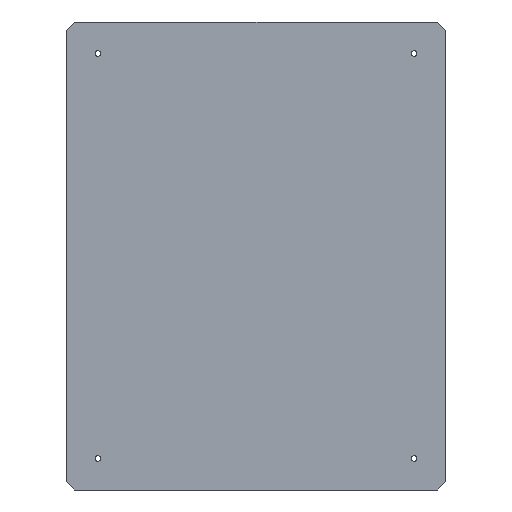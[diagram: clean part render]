
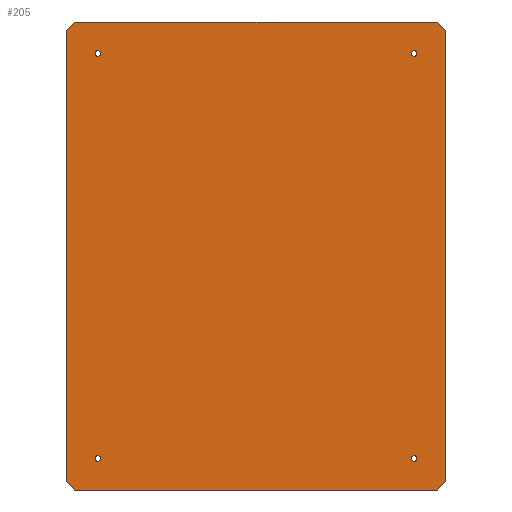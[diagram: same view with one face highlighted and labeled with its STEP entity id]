
A CAD part, front view. The second image highlights one B-rep face of the part: STEP entity #205.
In plain terms, the highlighted planar face has unit normal (0, -1, 0).
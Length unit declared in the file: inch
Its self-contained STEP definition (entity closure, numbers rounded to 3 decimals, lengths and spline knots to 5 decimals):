
#11 = CARTESIAN_POINT ( 'NONE',  ( 7.125, -0.08, -9.25 ) ) ;
#14 = EDGE_LOOP ( 'NONE', ( #78 ) ) ;
#27 = LINE ( 'NONE', #79, #189 ) ;
#31 = ORIENTED_EDGE ( 'NONE', *, *, #193, .F. ) ;
#36 = ORIENTED_EDGE ( 'NONE', *, *, #170, .F. ) ;
#40 = DIRECTION ( 'NONE',  ( 1., 0., 0. ) ) ;
#41 = FACE_BOUND ( 'NONE', #371, .T. ) ;
#48 = AXIS2_PLACEMENT_3D ( 'NONE', #156, #328, #225 ) ;
#49 = VERTEX_POINT ( 'NONE', #279 ) ;
#52 = VECTOR ( 'NONE', #219, 39.37008 ) ;
#58 = CARTESIAN_POINT ( 'NONE',  ( -8.3575, -0.08, -10.3575 ) ) ;
#64 = ORIENTED_EDGE ( 'NONE', *, *, #436, .T. ) ;
#66 = DIRECTION ( 'NONE',  ( 0., 0., -1. ) ) ;
#69 = VECTOR ( 'NONE', #271, 39.37008 ) ;
#73 = VERTEX_POINT ( 'NONE', #242 ) ;
#75 = CARTESIAN_POINT ( 'NONE',  ( -8.545, -0.08, 10.17 ) ) ;
#78 = ORIENTED_EDGE ( 'NONE', *, *, #322, .T. ) ;
#79 = CARTESIAN_POINT ( 'NONE',  ( 8.545, -0.08, 10.545 ) ) ;
#80 = CARTESIAN_POINT ( 'NONE',  ( 8.545, -0.08, -10.545 ) ) ;
#81 = VERTEX_POINT ( 'NONE', #337 ) ;
#88 = VECTOR ( 'NONE', #265, 39.37008 ) ;
#94 = VERTEX_POINT ( 'NONE', #11 ) ;
#96 = VECTOR ( 'NONE', #153, 39.37008 ) ;
#103 = EDGE_CURVE ( 'NONE', #94, #94, #325, .T. ) ;
#116 = PLANE ( 'NONE',  #462 ) ;
#117 = VERTEX_POINT ( 'NONE', #245 ) ;
#129 = EDGE_LOOP ( 'NONE', ( #157, #36, #423, #166, #400, #145, #31, #355 ) ) ;
#141 = AXIS2_PLACEMENT_3D ( 'NONE', #383, #244, #66 ) ;
#145 = ORIENTED_EDGE ( 'NONE', *, *, #411, .F. ) ;
#150 = EDGE_CURVE ( 'NONE', #73, #213, #459, .T. ) ;
#153 = DIRECTION ( 'NONE',  ( 0.707, 0., 0.707 ) ) ;
#156 = CARTESIAN_POINT ( 'NONE',  ( -7.125, -0.08, 9.125 ) ) ;
#157 = ORIENTED_EDGE ( 'NONE', *, *, #370, .F. ) ;
#158 = CARTESIAN_POINT ( 'NONE',  ( 7.125, -0.08, 9.125 ) ) ;
#165 = CARTESIAN_POINT ( 'NONE',  ( -7.125, -0.08, 9. ) ) ;
#166 = ORIENTED_EDGE ( 'NONE', *, *, #150, .F. ) ;
#170 = EDGE_CURVE ( 'NONE', #277, #417, #229, .T. ) ;
#172 = EDGE_CURVE ( 'NONE', #213, #277, #243, .T. ) ;
#182 = CARTESIAN_POINT ( 'NONE',  ( -8.3575, -0.08, 10.3575 ) ) ;
#184 = CARTESIAN_POINT ( 'NONE',  ( -8.545, -0.08, 10.545 ) ) ;
#185 = CARTESIAN_POINT ( 'NONE',  ( 8.17, -0.08, -10.545 ) ) ;
#189 = VECTOR ( 'NONE', #358, 39.37008 ) ;
#192 = CARTESIAN_POINT ( 'NONE',  ( 8.545, -0.08, -10.17 ) ) ;
#193 = EDGE_CURVE ( 'NONE', #344, #263, #399, .T. ) ;
#199 = VECTOR ( 'NONE', #40, 39.37008 ) ;
#205 = ADVANCED_FACE ( 'NONE', ( #407, #311, #393, #41, #215 ), #116, .F. ) ;
#213 = VERTEX_POINT ( 'NONE', #75 ) ;
#215 = FACE_OUTER_BOUND ( 'NONE', #129, .T. ) ;
#219 = DIRECTION ( 'NONE',  ( -0.707, 0., -0.707 ) ) ;
#221 = ORIENTED_EDGE ( 'NONE', *, *, #309, .T. ) ;
#224 = DIRECTION ( 'NONE',  ( 0., 0., -1. ) ) ;
#225 = DIRECTION ( 'NONE',  ( 0., 0., -1. ) ) ;
#228 = EDGE_CURVE ( 'NONE', #49, #344, #27, .T. ) ;
#229 = LINE ( 'NONE', #184, #199 ) ;
#237 = DIRECTION ( 'NONE',  ( 0., 1., 0. ) ) ;
#242 = CARTESIAN_POINT ( 'NONE',  ( -8.545, -0.08, -10.17 ) ) ;
#243 = LINE ( 'NONE', #182, #96 ) ;
#244 = DIRECTION ( 'NONE',  ( 0., 1., 0. ) ) ;
#245 = CARTESIAN_POINT ( 'NONE',  ( -8.17, -0.08, -10.545 ) ) ;
#253 = DIRECTION ( 'NONE',  ( 0., 1., 0. ) ) ;
#259 = AXIS2_PLACEMENT_3D ( 'NONE', #268, #237, #308 ) ;
#262 = VECTOR ( 'NONE', #316, 39.37008 ) ;
#263 = VERTEX_POINT ( 'NONE', #185 ) ;
#265 = DIRECTION ( 'NONE',  ( 0.707, 0., -0.707 ) ) ;
#268 = CARTESIAN_POINT ( 'NONE',  ( -7.125, -0.08, -9.125 ) ) ;
#271 = DIRECTION ( 'NONE',  ( -1., 0., 0. ) ) ;
#277 = VERTEX_POINT ( 'NONE', #324 ) ;
#279 = CARTESIAN_POINT ( 'NONE',  ( 8.545, -0.08, 10.17 ) ) ;
#286 = CIRCLE ( 'NONE', #342, 0.125 ) ;
#297 = VERTEX_POINT ( 'NONE', #410 ) ;
#302 = CARTESIAN_POINT ( 'NONE',  ( 8.17, -0.08, 10.545 ) ) ;
#308 = DIRECTION ( 'NONE',  ( 0., 0., -1. ) ) ;
#309 = EDGE_CURVE ( 'NONE', #81, #81, #286, .T. ) ;
#311 = FACE_BOUND ( 'NONE', #359, .T. ) ;
#316 = DIRECTION ( 'NONE',  ( 0., 0., 1. ) ) ;
#322 = EDGE_CURVE ( 'NONE', #348, #348, #441, .T. ) ;
#324 = CARTESIAN_POINT ( 'NONE',  ( -8.17, -0.08, 10.545 ) ) ;
#325 = CIRCLE ( 'NONE', #141, 0.125 ) ;
#326 = CARTESIAN_POINT ( 'NONE',  ( 0., -0.08, 0. ) ) ;
#328 = DIRECTION ( 'NONE',  ( 0., 1., 0. ) ) ;
#332 = DIRECTION ( 'NONE',  ( -0.707, 0., 0.707 ) ) ;
#334 = LINE ( 'NONE', #58, #362 ) ;
#337 = CARTESIAN_POINT ( 'NONE',  ( 7.125, -0.08, 9. ) ) ;
#340 = LINE ( 'NONE', #80, #69 ) ;
#342 = AXIS2_PLACEMENT_3D ( 'NONE', #158, #361, #224 ) ;
#344 = VERTEX_POINT ( 'NONE', #192 ) ;
#348 = VERTEX_POINT ( 'NONE', #165 ) ;
#355 = ORIENTED_EDGE ( 'NONE', *, *, #228, .F. ) ;
#358 = DIRECTION ( 'NONE',  ( 0., 0., -1. ) ) ;
#359 = EDGE_LOOP ( 'NONE', ( #221 ) ) ;
#361 = DIRECTION ( 'NONE',  ( 0., 1., 0. ) ) ;
#362 = VECTOR ( 'NONE', #332, 39.37008 ) ;
#370 = EDGE_CURVE ( 'NONE', #417, #49, #456, .T. ) ;
#371 = EDGE_LOOP ( 'NONE', ( #460 ) ) ;
#380 = EDGE_LOOP ( 'NONE', ( #64 ) ) ;
#383 = CARTESIAN_POINT ( 'NONE',  ( 7.125, -0.08, -9.125 ) ) ;
#384 = CARTESIAN_POINT ( 'NONE',  ( -8.545, -0.08, -10.545 ) ) ;
#393 = FACE_BOUND ( 'NONE', #14, .T. ) ;
#397 = DIRECTION ( 'NONE',  ( 0., 0., 1. ) ) ;
#399 = LINE ( 'NONE', #433, #52 ) ;
#400 = ORIENTED_EDGE ( 'NONE', *, *, #446, .F. ) ;
#405 = CIRCLE ( 'NONE', #259, 0.125 ) ;
#407 = FACE_BOUND ( 'NONE', #380, .T. ) ;
#410 = CARTESIAN_POINT ( 'NONE',  ( -7.125, -0.08, -9.25 ) ) ;
#411 = EDGE_CURVE ( 'NONE', #263, #117, #340, .T. ) ;
#417 = VERTEX_POINT ( 'NONE', #302 ) ;
#423 = ORIENTED_EDGE ( 'NONE', *, *, #172, .F. ) ;
#433 = CARTESIAN_POINT ( 'NONE',  ( 8.3575, -0.08, -10.3575 ) ) ;
#436 = EDGE_CURVE ( 'NONE', #297, #297, #405, .T. ) ;
#441 = CIRCLE ( 'NONE', #48, 0.125 ) ;
#446 = EDGE_CURVE ( 'NONE', #117, #73, #334, .T. ) ;
#447 = CARTESIAN_POINT ( 'NONE',  ( 8.3575, -0.08, 10.3575 ) ) ;
#456 = LINE ( 'NONE', #447, #88 ) ;
#459 = LINE ( 'NONE', #384, #262 ) ;
#460 = ORIENTED_EDGE ( 'NONE', *, *, #103, .T. ) ;
#462 = AXIS2_PLACEMENT_3D ( 'NONE', #326, #253, #397 ) ;
